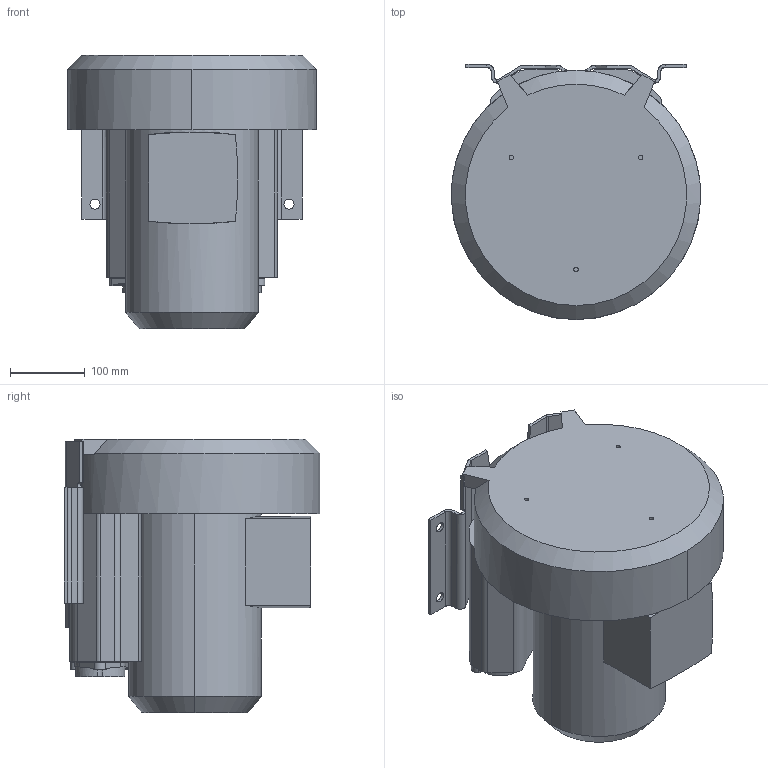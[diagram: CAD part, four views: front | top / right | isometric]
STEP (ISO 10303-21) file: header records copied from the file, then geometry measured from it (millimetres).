
FILE_DESCRIPTION((''),'2;1');
FILE_NAME('2RB510-7AP26','2025-02-05T',('Administrator'),(''),'PRO/ENGINEER BY PARAMETRIC TECHNOLOGY CORPORATION, 2007090','PRO/ENGINEER BY PARAMETRIC TECHNOLOGY CORPORATION, 2007090','');
FILE_SCHEMA(('AUTOMOTIVE_DESIGN_CC2 { 1 2 10303 214 -1 1 5 2 }'));
Length unit declared in the file: millimetre
Products named in the file (1): 2RB510-7AP26
Bounding box: 333.8 x 342 x 366.5 mm (x, y, z)
Volume: 19486182.9 mm3; surface area: 743313.7 mm2
Topology: 1 solids, 1 shells, 288 faces, 824 edges, 559 vertices
Faces by surface type: plane 153, cylinder 129, cone 4, extrusion 2
Entity records: 9892 total; most frequent: CARTESIAN_POINT 2059, DIRECTION 1676, ORIENTED_EDGE 1648, EDGE_CURVE 824, AXIS2_PLACEMENT_3D 622, VERTEX_POINT 559, VECTOR 432, LINE 430
